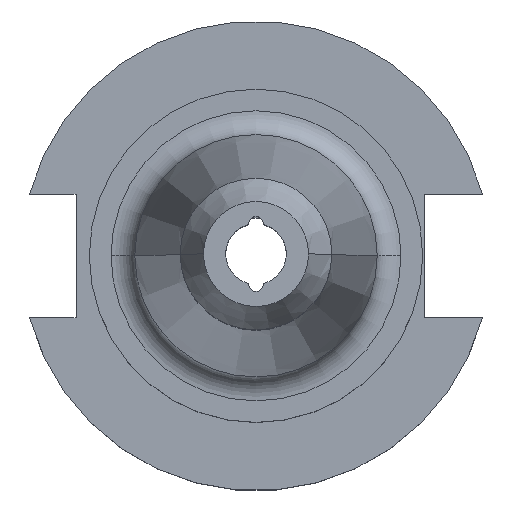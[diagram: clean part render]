
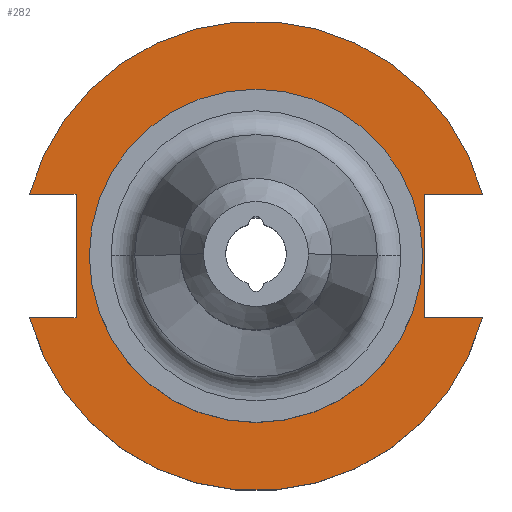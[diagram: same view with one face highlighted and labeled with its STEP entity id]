
A CAD part, top view. The second image highlights one B-rep face of the part: STEP entity #282.
In plain terms, the highlighted planar face has unit normal (0, 0, 1).
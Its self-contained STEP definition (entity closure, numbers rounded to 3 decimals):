
#1 = CARTESIAN_POINT ( 'NONE',  ( 0., 49.212, 19.05 ) ) ;
#64 = VECTOR ( 'NONE', #327, 1000. ) ;
#72 = AXIS2_PLACEMENT_3D ( 'NONE', #650, #1903, #801 ) ;
#122 = VERTEX_POINT ( 'NONE', #502 ) ;
#123 = EDGE_CURVE ( 'NONE', #1831, #188, #1323, .T. ) ;
#155 = VERTEX_POINT ( 'NONE', #969 ) ;
#165 = VERTEX_POINT ( 'NONE', #1291 ) ;
#188 = VERTEX_POINT ( 'NONE', #825 ) ;
#189 = CARTESIAN_POINT ( 'NONE',  ( 35.306, 12.954, 19.05 ) ) ;
#209 = EDGE_CURVE ( 'NONE', #503, #2031, #859, .T. ) ;
#223 = VECTOR ( 'NONE', #409, 1000. ) ;
#261 = EDGE_CURVE ( 'NONE', #155, #765, #1968, .T. ) ;
#282 = ADVANCED_FACE ( 'NONE', ( #1124, #1548 ), #1729, .T. ) ;
#317 = LINE ( 'NONE', #1152, #1942 ) ;
#321 = CARTESIAN_POINT ( 'NONE',  ( 0., 0., 19.05 ) ) ;
#327 = DIRECTION ( 'NONE',  ( -1., 0., 0. ) ) ;
#357 = DIRECTION ( 'NONE',  ( 0., 0., 1. ) ) ;
#409 = DIRECTION ( 'NONE',  ( 1., 0., 0. ) ) ;
#411 = CARTESIAN_POINT ( 'NONE',  ( 0., 0., 19.05 ) ) ;
#447 = ORIENTED_EDGE ( 'NONE', *, *, #1155, .T. ) ;
#471 = EDGE_LOOP ( 'NONE', ( #447, #1553, #792, #1743, #1262, #1296, #1195, #580 ) ) ;
#478 = VERTEX_POINT ( 'NONE', #1139 ) ;
#480 = DIRECTION ( 'NONE',  ( 1., 0., 0. ) ) ;
#502 = CARTESIAN_POINT ( 'NONE',  ( -37.719, 12.954, 19.05 ) ) ;
#503 = VERTEX_POINT ( 'NONE', #2005 ) ;
#576 = DIRECTION ( 'NONE',  ( 1., 0., 0. ) ) ;
#580 = ORIENTED_EDGE ( 'NONE', *, *, #209, .F. ) ;
#650 = CARTESIAN_POINT ( 'NONE',  ( 0., 0., 19.05 ) ) ;
#668 = EDGE_CURVE ( 'NONE', #188, #1831, #1314, .T. ) ;
#689 = CIRCLE ( 'NONE', #2017, 49.212 ) ;
#710 = EDGE_CURVE ( 'NONE', #122, #165, #849, .T. ) ;
#747 = ORIENTED_EDGE ( 'NONE', *, *, #668, .F. ) ;
#765 = VERTEX_POINT ( 'NONE', #1331 ) ;
#792 = ORIENTED_EDGE ( 'NONE', *, *, #1568, .F. ) ;
#801 = DIRECTION ( 'NONE',  ( 1., 0., 0. ) ) ;
#825 = CARTESIAN_POINT ( 'NONE',  ( 34.925, 0., 19.05 ) ) ;
#840 = DIRECTION ( 'NONE',  ( 0., 1., 0. ) ) ;
#849 = LINE ( 'NONE', #1661, #64 ) ;
#859 = LINE ( 'NONE', #952, #2029 ) ;
#910 = LINE ( 'NONE', #1470, #1710 ) ;
#922 = AXIS2_PLACEMENT_3D ( 'NONE', #411, #1515, #576 ) ;
#952 = CARTESIAN_POINT ( 'NONE',  ( -63.719, -12.954, 19.05 ) ) ;
#961 = DIRECTION ( 'NONE',  ( -1., 0., 0. ) ) ;
#969 = CARTESIAN_POINT ( 'NONE',  ( 47.477, 12.954, 19.05 ) ) ;
#1002 = CIRCLE ( 'NONE', #922, 49.212 ) ;
#1016 = AXIS2_PLACEMENT_3D ( 'NONE', #1457, #357, #1299 ) ;
#1124 = FACE_BOUND ( 'NONE', #1983, .T. ) ;
#1129 = ORIENTED_EDGE ( 'NONE', *, *, #123, .F. ) ;
#1139 = CARTESIAN_POINT ( 'NONE',  ( 35.306, -12.954, 19.05 ) ) ;
#1152 = CARTESIAN_POINT ( 'NONE',  ( 35.306, 12.954, 19.05 ) ) ;
#1155 = EDGE_CURVE ( 'NONE', #503, #1321, #689, .T. ) ;
#1195 = ORIENTED_EDGE ( 'NONE', *, *, #1302, .F. ) ;
#1244 = DIRECTION ( 'NONE',  ( 1., 0., 0. ) ) ;
#1262 = ORIENTED_EDGE ( 'NONE', *, *, #1708, .T. ) ;
#1291 = CARTESIAN_POINT ( 'NONE',  ( -47.477, 12.954, 19.05 ) ) ;
#1296 = ORIENTED_EDGE ( 'NONE', *, *, #710, .F. ) ;
#1299 = DIRECTION ( 'NONE',  ( 1., 0., 0. ) ) ;
#1302 = EDGE_CURVE ( 'NONE', #2031, #122, #910, .T. ) ;
#1314 = CIRCLE ( 'NONE', #72, 34.925 ) ;
#1318 = DIRECTION ( 'NONE',  ( 0., -1., 0. ) ) ;
#1321 = VERTEX_POINT ( 'NONE', #1480 ) ;
#1323 = CIRCLE ( 'NONE', #1016, 34.925 ) ;
#1331 = CARTESIAN_POINT ( 'NONE',  ( 35.306, 12.954, 19.05 ) ) ;
#1417 = DIRECTION ( 'NONE',  ( 1., 0., 0. ) ) ;
#1418 = DIRECTION ( 'NONE',  ( 0., 0., 1. ) ) ;
#1457 = CARTESIAN_POINT ( 'NONE',  ( 0., 0., 19.05 ) ) ;
#1470 = CARTESIAN_POINT ( 'NONE',  ( -37.719, 12.954, 19.05 ) ) ;
#1480 = CARTESIAN_POINT ( 'NONE',  ( 47.477, -12.954, 19.05 ) ) ;
#1509 = CARTESIAN_POINT ( 'NONE',  ( 35.306, -12.954, 19.05 ) ) ;
#1515 = DIRECTION ( 'NONE',  ( 0., 0., 1. ) ) ;
#1536 = CARTESIAN_POINT ( 'NONE',  ( -34.925, 0., 19.05 ) ) ;
#1548 = FACE_OUTER_BOUND ( 'NONE', #471, .T. ) ;
#1553 = ORIENTED_EDGE ( 'NONE', *, *, #1902, .F. ) ;
#1568 = EDGE_CURVE ( 'NONE', #765, #478, #317, .T. ) ;
#1606 = VECTOR ( 'NONE', #961, 1000. ) ;
#1661 = CARTESIAN_POINT ( 'NONE',  ( -63.719, 12.954, 19.05 ) ) ;
#1708 = EDGE_CURVE ( 'NONE', #155, #165, #1002, .T. ) ;
#1710 = VECTOR ( 'NONE', #840, 1000. ) ;
#1725 = DIRECTION ( 'NONE',  ( 0., 0., 1. ) ) ;
#1729 = PLANE ( 'NONE',  #1936 ) ;
#1743 = ORIENTED_EDGE ( 'NONE', *, *, #261, .F. ) ;
#1831 = VERTEX_POINT ( 'NONE', #1536 ) ;
#1898 = LINE ( 'NONE', #1509, #223 ) ;
#1900 = CARTESIAN_POINT ( 'NONE',  ( -37.719, -12.954, 19.05 ) ) ;
#1902 = EDGE_CURVE ( 'NONE', #478, #1321, #1898, .T. ) ;
#1903 = DIRECTION ( 'NONE',  ( 0., 0., 1. ) ) ;
#1936 = AXIS2_PLACEMENT_3D ( 'NONE', #1, #1725, #1244 ) ;
#1942 = VECTOR ( 'NONE', #1318, 1000. ) ;
#1968 = LINE ( 'NONE', #189, #1606 ) ;
#1983 = EDGE_LOOP ( 'NONE', ( #747, #1129 ) ) ;
#2005 = CARTESIAN_POINT ( 'NONE',  ( -47.477, -12.954, 19.05 ) ) ;
#2017 = AXIS2_PLACEMENT_3D ( 'NONE', #321, #1418, #480 ) ;
#2029 = VECTOR ( 'NONE', #1417, 1000. ) ;
#2031 = VERTEX_POINT ( 'NONE', #1900 ) ;
